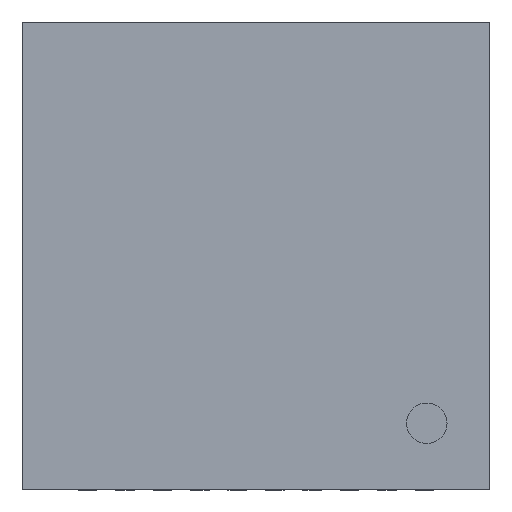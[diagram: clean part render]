
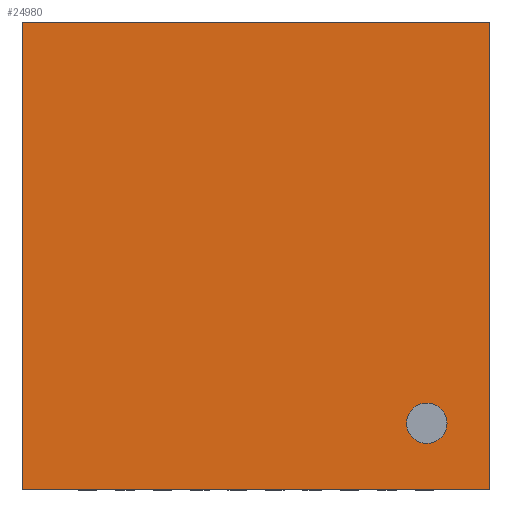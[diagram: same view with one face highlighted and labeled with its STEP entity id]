
A CAD part, top view. The second image highlights one B-rep face of the part: STEP entity #24980.
In plain terms, the highlighted planar face has unit normal (0, 0, 1).
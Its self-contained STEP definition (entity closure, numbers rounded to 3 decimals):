
#19393 = VERTEX_POINT('',#19394);
#19394 = CARTESIAN_POINT('',(1.825,-1.645,0.388)
  );
#19401 = CYLINDRICAL_SURFACE('',#19402,0.216);
#19402 = AXIS2_PLACEMENT_3D('',#19403,#19404,#19405);
#19403 = CARTESIAN_POINT('',(1.825,-1.429,0.338)
  );
#19404 = DIRECTION('',(0.,0.,1.));
#19405 = DIRECTION('',(0.,-1.,0.));
#19413 = CYLINDRICAL_SURFACE('',#19414,0.216);
#19414 = AXIS2_PLACEMENT_3D('',#19415,#19416,#19417);
#19415 = CARTESIAN_POINT('',(1.825,-1.429,0.338)
  );
#19416 = DIRECTION('',(0.,0.,1.));
#19417 = DIRECTION('',(0.,-1.,0.));
#19425 = EDGE_CURVE('',#19426,#19393,#19428,.T.);
#19426 = VERTEX_POINT('',#19427);
#19427 = CARTESIAN_POINT('',(1.825,-1.213,0.388)
  );
#19428 = SURFACE_CURVE('',#19429,(#19434,#19441),.PCURVE_S1.);
#19429 = CIRCLE('',#19430,0.216);
#19430 = AXIS2_PLACEMENT_3D('',#19431,#19432,#19433);
#19431 = CARTESIAN_POINT('',(1.825,-1.429,0.388)
  );
#19432 = DIRECTION('',(-0.,0.,1.));
#19433 = DIRECTION('',(0.,-1.,0.));
#19434 = PCURVE('',#19401,#19435);
#19435 = DEFINITIONAL_REPRESENTATION('',(#19436),#19440);
#19436 = LINE('',#19437,#19438);
#19437 = CARTESIAN_POINT('',(0.,0.05));
#19438 = VECTOR('',#19439,1.);
#19439 = DIRECTION('',(1.,0.));
#19440 = ( GEOMETRIC_REPRESENTATION_CONTEXT(2) 
PARAMETRIC_REPRESENTATION_CONTEXT() REPRESENTATION_CONTEXT('2D SPACE',''
  ) );
#19441 = PCURVE('',#19442,#19447);
#19442 = PLANE('',#19443);
#19443 = AXIS2_PLACEMENT_3D('',#19444,#19445,#19446);
#19444 = CARTESIAN_POINT('',(0.,0.36,0.388));
#19445 = DIRECTION('',(0.,0.,1.));
#19446 = DIRECTION('',(0.,-1.,0.));
#19447 = DEFINITIONAL_REPRESENTATION('',(#19448),#19452);
#19448 = CIRCLE('',#19449,0.216);
#19449 = AXIS2_PLACEMENT_2D('',#19450,#19451);
#19450 = CARTESIAN_POINT('',(1.789,1.825));
#19451 = DIRECTION('',(1.,0.));
#19452 = ( GEOMETRIC_REPRESENTATION_CONTEXT(2) 
PARAMETRIC_REPRESENTATION_CONTEXT() REPRESENTATION_CONTEXT('2D SPACE',''
  ) );
#20491 = PLANE('',#20492);
#20492 = AXIS2_PLACEMENT_3D('',#20493,#20494,#20495);
#20493 = CARTESIAN_POINT('',(-2.5,-2.14,0.388));
#20494 = DIRECTION('',(1.,0.,0.));
#20495 = DIRECTION('',(0.,1.,0.));
#21530 = VERTEX_POINT('',#21531);
#21531 = CARTESIAN_POINT('',(-2.5,-2.14,0.388));
#21545 = PLANE('',#21546);
#21546 = AXIS2_PLACEMENT_3D('',#21547,#21548,#21549);
#21547 = CARTESIAN_POINT('',(2.5,-2.14,0.388));
#21548 = DIRECTION('',(0.,1.,0.));
#21549 = DIRECTION('',(-1.,0.,0.));
#21557 = EDGE_CURVE('',#21558,#21530,#21560,.T.);
#21558 = VERTEX_POINT('',#21559);
#21559 = CARTESIAN_POINT('',(-2.5,2.86,0.388));
#21560 = SURFACE_CURVE('',#21561,(#21565,#21572),.PCURVE_S1.);
#21561 = LINE('',#21562,#21563);
#21562 = CARTESIAN_POINT('',(-2.5,-2.14,0.388));
#21563 = VECTOR('',#21564,1.);
#21564 = DIRECTION('',(0.,-1.,0.));
#21565 = PCURVE('',#20491,#21566);
#21566 = DEFINITIONAL_REPRESENTATION('',(#21567),#21571);
#21567 = LINE('',#21568,#21569);
#21568 = CARTESIAN_POINT('',(0.,0.));
#21569 = VECTOR('',#21570,1.);
#21570 = DIRECTION('',(-1.,0.));
#21571 = ( GEOMETRIC_REPRESENTATION_CONTEXT(2) 
PARAMETRIC_REPRESENTATION_CONTEXT() REPRESENTATION_CONTEXT('2D SPACE',''
  ) );
#21572 = PCURVE('',#19442,#21573);
#21573 = DEFINITIONAL_REPRESENTATION('',(#21574),#21578);
#21574 = LINE('',#21575,#21576);
#21575 = CARTESIAN_POINT('',(2.5,-2.5));
#21576 = VECTOR('',#21577,1.);
#21577 = DIRECTION('',(1.,-0.));
#21578 = ( GEOMETRIC_REPRESENTATION_CONTEXT(2) 
PARAMETRIC_REPRESENTATION_CONTEXT() REPRESENTATION_CONTEXT('2D SPACE',''
  ) );
#21596 = PLANE('',#21597);
#21597 = AXIS2_PLACEMENT_3D('',#21598,#21599,#21600);
#21598 = CARTESIAN_POINT('',(2.5,2.86,0.388));
#21599 = DIRECTION('',(0.,-1.,0.));
#21600 = DIRECTION('',(1.,0.,0.));
#21987 = VERTEX_POINT('',#21988);
#21988 = CARTESIAN_POINT('',(2.5,-2.14,0.388));
#22002 = PLANE('',#22003);
#22003 = AXIS2_PLACEMENT_3D('',#22004,#22005,#22006);
#22004 = CARTESIAN_POINT('',(2.5,-2.14,0.388));
#22005 = DIRECTION('',(-1.,0.,0.));
#22006 = DIRECTION('',(0.,-1.,0.));
#22014 = EDGE_CURVE('',#21530,#21987,#22015,.T.);
#22015 = SURFACE_CURVE('',#22016,(#22020,#22027),.PCURVE_S1.);
#22016 = LINE('',#22017,#22018);
#22017 = CARTESIAN_POINT('',(2.5,-2.14,0.388));
#22018 = VECTOR('',#22019,1.);
#22019 = DIRECTION('',(1.,0.,0.));
#22020 = PCURVE('',#21545,#22021);
#22021 = DEFINITIONAL_REPRESENTATION('',(#22022),#22026);
#22022 = LINE('',#22023,#22024);
#22023 = CARTESIAN_POINT('',(0.,0.));
#22024 = VECTOR('',#22025,1.);
#22025 = DIRECTION('',(-1.,0.));
#22026 = ( GEOMETRIC_REPRESENTATION_CONTEXT(2) 
PARAMETRIC_REPRESENTATION_CONTEXT() REPRESENTATION_CONTEXT('2D SPACE',''
  ) );
#22027 = PCURVE('',#19442,#22028);
#22028 = DEFINITIONAL_REPRESENTATION('',(#22029),#22033);
#22029 = LINE('',#22030,#22031);
#22030 = CARTESIAN_POINT('',(2.5,2.5));
#22031 = VECTOR('',#22032,1.);
#22032 = DIRECTION('',(0.,1.));
#22033 = ( GEOMETRIC_REPRESENTATION_CONTEXT(2) 
PARAMETRIC_REPRESENTATION_CONTEXT() REPRESENTATION_CONTEXT('2D SPACE',''
  ) );
#23287 = VERTEX_POINT('',#23288);
#23288 = CARTESIAN_POINT('',(2.5,2.86,0.388));
#23309 = EDGE_CURVE('',#21987,#23287,#23310,.T.);
#23310 = SURFACE_CURVE('',#23311,(#23315,#23322),.PCURVE_S1.);
#23311 = LINE('',#23312,#23313);
#23312 = CARTESIAN_POINT('',(2.5,-2.14,0.388));
#23313 = VECTOR('',#23314,1.);
#23314 = DIRECTION('',(0.,1.,0.));
#23315 = PCURVE('',#22002,#23316);
#23316 = DEFINITIONAL_REPRESENTATION('',(#23317),#23321);
#23317 = LINE('',#23318,#23319);
#23318 = CARTESIAN_POINT('',(0.,0.));
#23319 = VECTOR('',#23320,1.);
#23320 = DIRECTION('',(-1.,0.));
#23321 = ( GEOMETRIC_REPRESENTATION_CONTEXT(2) 
PARAMETRIC_REPRESENTATION_CONTEXT() REPRESENTATION_CONTEXT('2D SPACE',''
  ) );
#23322 = PCURVE('',#19442,#23323);
#23323 = DEFINITIONAL_REPRESENTATION('',(#23324),#23328);
#23324 = LINE('',#23325,#23326);
#23325 = CARTESIAN_POINT('',(2.5,2.5));
#23326 = VECTOR('',#23327,1.);
#23327 = DIRECTION('',(-1.,0.));
#23328 = ( GEOMETRIC_REPRESENTATION_CONTEXT(2) 
PARAMETRIC_REPRESENTATION_CONTEXT() REPRESENTATION_CONTEXT('2D SPACE',''
  ) );
#24747 = EDGE_CURVE('',#23287,#21558,#24748,.T.);
#24748 = SURFACE_CURVE('',#24749,(#24753,#24760),.PCURVE_S1.);
#24749 = LINE('',#24750,#24751);
#24750 = CARTESIAN_POINT('',(2.5,2.86,0.388));
#24751 = VECTOR('',#24752,1.);
#24752 = DIRECTION('',(-1.,0.,0.));
#24753 = PCURVE('',#21596,#24754);
#24754 = DEFINITIONAL_REPRESENTATION('',(#24755),#24759);
#24755 = LINE('',#24756,#24757);
#24756 = CARTESIAN_POINT('',(0.,0.));
#24757 = VECTOR('',#24758,1.);
#24758 = DIRECTION('',(-1.,0.));
#24759 = ( GEOMETRIC_REPRESENTATION_CONTEXT(2) 
PARAMETRIC_REPRESENTATION_CONTEXT() REPRESENTATION_CONTEXT('2D SPACE',''
  ) );
#24760 = PCURVE('',#19442,#24761);
#24761 = DEFINITIONAL_REPRESENTATION('',(#24762),#24766);
#24762 = LINE('',#24763,#24764);
#24763 = CARTESIAN_POINT('',(-2.5,2.5));
#24764 = VECTOR('',#24765,1.);
#24765 = DIRECTION('',(0.,-1.));
#24766 = ( GEOMETRIC_REPRESENTATION_CONTEXT(2) 
PARAMETRIC_REPRESENTATION_CONTEXT() REPRESENTATION_CONTEXT('2D SPACE',''
  ) );
#24980 = ADVANCED_FACE('',(#24981,#25006),#19442,.T.);
#24981 = FACE_BOUND('',#24982,.T.);
#24982 = EDGE_LOOP('',(#24983,#25005));
#24983 = ORIENTED_EDGE('',*,*,#24984,.F.);
#24984 = EDGE_CURVE('',#19393,#19426,#24985,.T.);
#24985 = SURFACE_CURVE('',#24986,(#24991,#24998),.PCURVE_S1.);
#24986 = CIRCLE('',#24987,0.216);
#24987 = AXIS2_PLACEMENT_3D('',#24988,#24989,#24990);
#24988 = CARTESIAN_POINT('',(1.825,-1.429,0.388)
  );
#24989 = DIRECTION('',(-0.,0.,1.));
#24990 = DIRECTION('',(0.,-1.,0.));
#24991 = PCURVE('',#19442,#24992);
#24992 = DEFINITIONAL_REPRESENTATION('',(#24993),#24997);
#24993 = CIRCLE('',#24994,0.216);
#24994 = AXIS2_PLACEMENT_2D('',#24995,#24996);
#24995 = CARTESIAN_POINT('',(1.789,1.825));
#24996 = DIRECTION('',(1.,0.));
#24997 = ( GEOMETRIC_REPRESENTATION_CONTEXT(2) 
PARAMETRIC_REPRESENTATION_CONTEXT() REPRESENTATION_CONTEXT('2D SPACE',''
  ) );
#24998 = PCURVE('',#19413,#24999);
#24999 = DEFINITIONAL_REPRESENTATION('',(#25000),#25004);
#25000 = LINE('',#25001,#25002);
#25001 = CARTESIAN_POINT('',(0.,0.05));
#25002 = VECTOR('',#25003,1.);
#25003 = DIRECTION('',(1.,0.));
#25004 = ( GEOMETRIC_REPRESENTATION_CONTEXT(2) 
PARAMETRIC_REPRESENTATION_CONTEXT() REPRESENTATION_CONTEXT('2D SPACE',''
  ) );
#25005 = ORIENTED_EDGE('',*,*,#19425,.F.);
#25006 = FACE_BOUND('',#25007,.T.);
#25007 = EDGE_LOOP('',(#25008,#25009,#25010,#25011));
#25008 = ORIENTED_EDGE('',*,*,#21557,.T.);
#25009 = ORIENTED_EDGE('',*,*,#22014,.T.);
#25010 = ORIENTED_EDGE('',*,*,#23309,.T.);
#25011 = ORIENTED_EDGE('',*,*,#24747,.T.);
